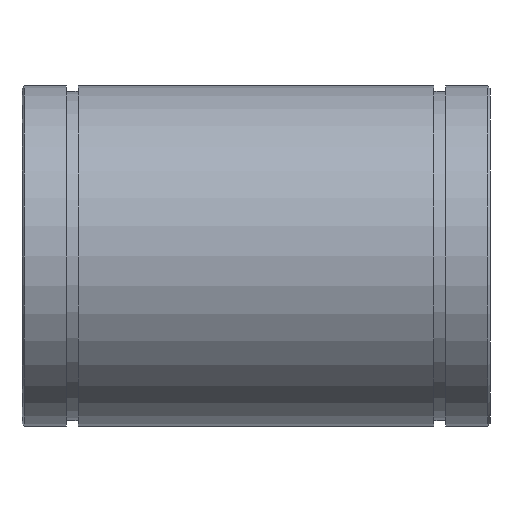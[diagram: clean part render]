
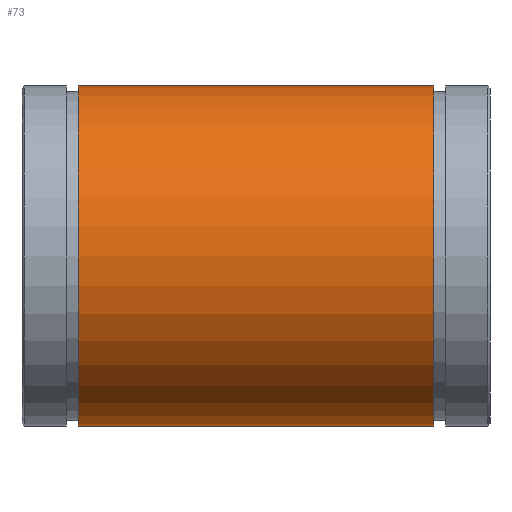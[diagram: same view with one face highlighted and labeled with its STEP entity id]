
A CAD part, front view. The second image highlights one B-rep face of the part: STEP entity #73.
In plain terms, the highlighted cylindrical face has radius 60 mm (diameter 120 mm), a full revolution.
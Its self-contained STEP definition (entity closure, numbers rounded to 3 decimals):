
#73 = ADVANCED_FACE( '', ( #152, #153 ), #154, .T. );
#152 = FACE_OUTER_BOUND( '', #254, .T. );
#153 = FACE_OUTER_BOUND( '', #255, .T. );
#154 = CYLINDRICAL_SURFACE( '', #256, 60. );
#254 = EDGE_LOOP( '', ( #348 ) );
#255 = EDGE_LOOP( '', ( #349 ) );
#256 = AXIS2_PLACEMENT_3D( '', #350, #351, #352 );
#348 = ORIENTED_EDGE( '', *, *, #475, .F. );
#349 = ORIENTED_EDGE( '', *, *, #476, .T. );
#350 = CARTESIAN_POINT( '', ( 165., 0., 0. ) );
#351 = DIRECTION( '', ( -1., 0., 0. ) );
#352 = DIRECTION( '', ( 0., 0., -1. ) );
#475 = EDGE_CURVE( '', #523, #523, #524, .F. );
#476 = EDGE_CURVE( '', #525, #525, #526, .F. );
#523 = VERTEX_POINT( '', #589 );
#524 = CIRCLE( '', #590, 60. );
#525 = VERTEX_POINT( '', #591 );
#526 = CIRCLE( '', #592, 60. );
#589 = CARTESIAN_POINT( '', ( 19.8, 0., -60. ) );
#590 = AXIS2_PLACEMENT_3D( '', #656, #657, #658 );
#591 = CARTESIAN_POINT( '', ( 145.2, 0., -60. ) );
#592 = AXIS2_PLACEMENT_3D( '', #659, #660, #661 );
#656 = CARTESIAN_POINT( '', ( 19.8, 0., 0. ) );
#657 = DIRECTION( '', ( 1., 0., 0. ) );
#658 = DIRECTION( '', ( 0., 0., -1. ) );
#659 = CARTESIAN_POINT( '', ( 145.2, 0., 0. ) );
#660 = DIRECTION( '', ( 1., 0., 0. ) );
#661 = DIRECTION( '', ( 0., 0., -1. ) );
